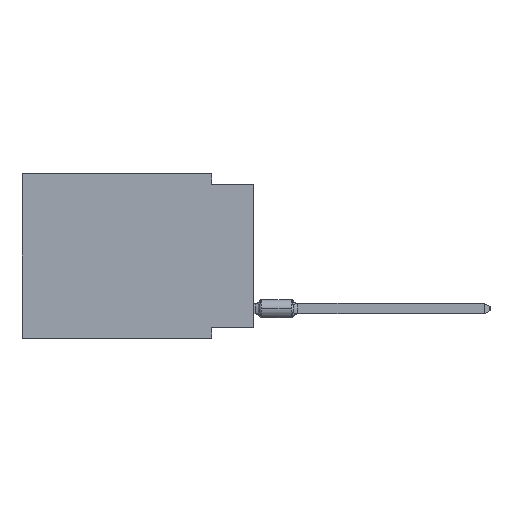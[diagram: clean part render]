
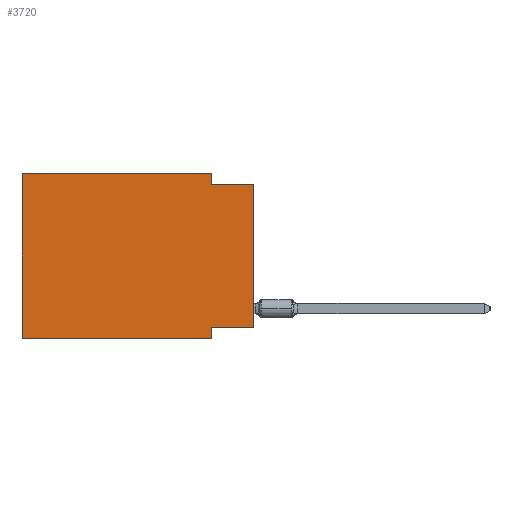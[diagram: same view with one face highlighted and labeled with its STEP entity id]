
A CAD part, left-side view. The second image highlights one B-rep face of the part: STEP entity #3720.
In plain terms, the highlighted planar face has unit normal (-1, 0, 0).
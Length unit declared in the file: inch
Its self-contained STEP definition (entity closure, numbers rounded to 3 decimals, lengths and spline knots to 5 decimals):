
#123 = FACE_OUTER_BOUND ( 'NONE', #28835, .T. ) ;
#458 = EDGE_CURVE ( 'NONE', #12822, #3308, #9797, .T. ) ;
#622 = VECTOR ( 'NONE', #20430, 39.37008 ) ;
#820 = DIRECTION ( 'NONE',  ( 0., 0., -1. ) ) ;
#902 = AXIS2_PLACEMENT_3D ( 'NONE', #24688, #24854, #4480 ) ;
#2138 = EDGE_CURVE ( 'NONE', #28483, #22530, #27049, .T. ) ;
#2174 = VERTEX_POINT ( 'NONE', #26890 ) ;
#2960 = EDGE_CURVE ( 'NONE', #22722, #29388, #14943, .T. ) ;
#3143 = CARTESIAN_POINT ( 'NONE',  ( 0., 0.55, -0.39 ) ) ;
#3308 = VERTEX_POINT ( 'NONE', #16531 ) ;
#3672 = EDGE_CURVE ( 'NONE', #22722, #2174, #14667, .T. ) ;
#3720 = ADVANCED_FACE ( 'NONE', ( #123 ), #29546, .F. ) ;
#4018 = ORIENTED_EDGE ( 'NONE', *, *, #12850, .F. ) ;
#4480 = DIRECTION ( 'NONE',  ( 0., 0., -1. ) ) ;
#4698 = CARTESIAN_POINT ( 'NONE',  ( 0., 0.1, -0.39 ) ) ;
#4815 = ORIENTED_EDGE ( 'NONE', *, *, #29540, .F. ) ;
#5106 = DIRECTION ( 'NONE',  ( 0., 0., -1. ) ) ;
#5931 = CARTESIAN_POINT ( 'NONE',  ( 0., 0., -0.365 ) ) ;
#7070 = CARTESIAN_POINT ( 'NONE',  ( 0., 0., -0.365 ) ) ;
#7525 = CARTESIAN_POINT ( 'NONE',  ( 0., 0.1, 0. ) ) ;
#7549 = CARTESIAN_POINT ( 'NONE',  ( 0., 0.55, 0. ) ) ;
#7618 = LINE ( 'NONE', #12478, #18614 ) ;
#8090 = VECTOR ( 'NONE', #27274, 39.37008 ) ;
#8101 = DIRECTION ( 'NONE',  ( 0., -1., 0. ) ) ;
#9083 = EDGE_CURVE ( 'NONE', #2174, #12822, #7618, .T. ) ;
#9797 = LINE ( 'NONE', #7525, #15775 ) ;
#10621 = CARTESIAN_POINT ( 'NONE',  ( 0., 0., -0.025 ) ) ;
#12350 = VECTOR ( 'NONE', #15468, 39.37008 ) ;
#12478 = CARTESIAN_POINT ( 'NONE',  ( 0., 0.55, 0. ) ) ;
#12801 = VERTEX_POINT ( 'NONE', #18207 ) ;
#12822 = VERTEX_POINT ( 'NONE', #30341 ) ;
#12850 = EDGE_CURVE ( 'NONE', #28483, #12801, #22751, .T. ) ;
#13256 = LINE ( 'NONE', #15678, #20994 ) ;
#14279 = CARTESIAN_POINT ( 'NONE',  ( 0., 0., -0.025 ) ) ;
#14667 = LINE ( 'NONE', #7549, #8090 ) ;
#14723 = EDGE_CURVE ( 'NONE', #3308, #22530, #14988, .T. ) ;
#14943 = LINE ( 'NONE', #3143, #622 ) ;
#14983 = VECTOR ( 'NONE', #19444, 39.37008 ) ;
#14988 = LINE ( 'NONE', #10621, #12350 ) ;
#15367 = VECTOR ( 'NONE', #25490, 39.37008 ) ;
#15468 = DIRECTION ( 'NONE',  ( 0., -1., 0. ) ) ;
#15678 = CARTESIAN_POINT ( 'NONE',  ( 0., 0.1, -0.39 ) ) ;
#15775 = VECTOR ( 'NONE', #5106, 39.37008 ) ;
#16531 = CARTESIAN_POINT ( 'NONE',  ( 0., 0.1, -0.025 ) ) ;
#17055 = ORIENTED_EDGE ( 'NONE', *, *, #9083, .F. ) ;
#17666 = CARTESIAN_POINT ( 'NONE',  ( 0., 0., 0. ) ) ;
#17782 = ORIENTED_EDGE ( 'NONE', *, *, #458, .F. ) ;
#18207 = CARTESIAN_POINT ( 'NONE',  ( 0., 0.1, -0.365 ) ) ;
#18614 = VECTOR ( 'NONE', #8101, 39.37008 ) ;
#18699 = ORIENTED_EDGE ( 'NONE', *, *, #2138, .T. ) ;
#19444 = DIRECTION ( 'NONE',  ( 0., 0., 1. ) ) ;
#20413 = CARTESIAN_POINT ( 'NONE',  ( 0., 0.55, -0.39 ) ) ;
#20430 = DIRECTION ( 'NONE',  ( 0., -1., 0. ) ) ;
#20994 = VECTOR ( 'NONE', #820, 39.37008 ) ;
#22530 = VERTEX_POINT ( 'NONE', #14279 ) ;
#22722 = VERTEX_POINT ( 'NONE', #20413 ) ;
#22751 = LINE ( 'NONE', #5931, #15367 ) ;
#24688 = CARTESIAN_POINT ( 'NONE',  ( 0., 0.55, 0. ) ) ;
#24802 = ORIENTED_EDGE ( 'NONE', *, *, #3672, .F. ) ;
#24854 = DIRECTION ( 'NONE',  ( 1., 0., 0. ) ) ;
#25490 = DIRECTION ( 'NONE',  ( 0., 1., 0. ) ) ;
#26890 = CARTESIAN_POINT ( 'NONE',  ( 0., 0.55, 0. ) ) ;
#27049 = LINE ( 'NONE', #17666, #14983 ) ;
#27274 = DIRECTION ( 'NONE',  ( 0., 0., 1. ) ) ;
#28483 = VERTEX_POINT ( 'NONE', #7070 ) ;
#28835 = EDGE_LOOP ( 'NONE', ( #18699, #29473, #17782, #17055, #24802, #30304, #4815, #4018 ) ) ;
#29388 = VERTEX_POINT ( 'NONE', #4698 ) ;
#29473 = ORIENTED_EDGE ( 'NONE', *, *, #14723, .F. ) ;
#29540 = EDGE_CURVE ( 'NONE', #12801, #29388, #13256, .T. ) ;
#29546 = PLANE ( 'NONE',  #902 ) ;
#30304 = ORIENTED_EDGE ( 'NONE', *, *, #2960, .T. ) ;
#30341 = CARTESIAN_POINT ( 'NONE',  ( 0., 0.1, 0. ) ) ;
